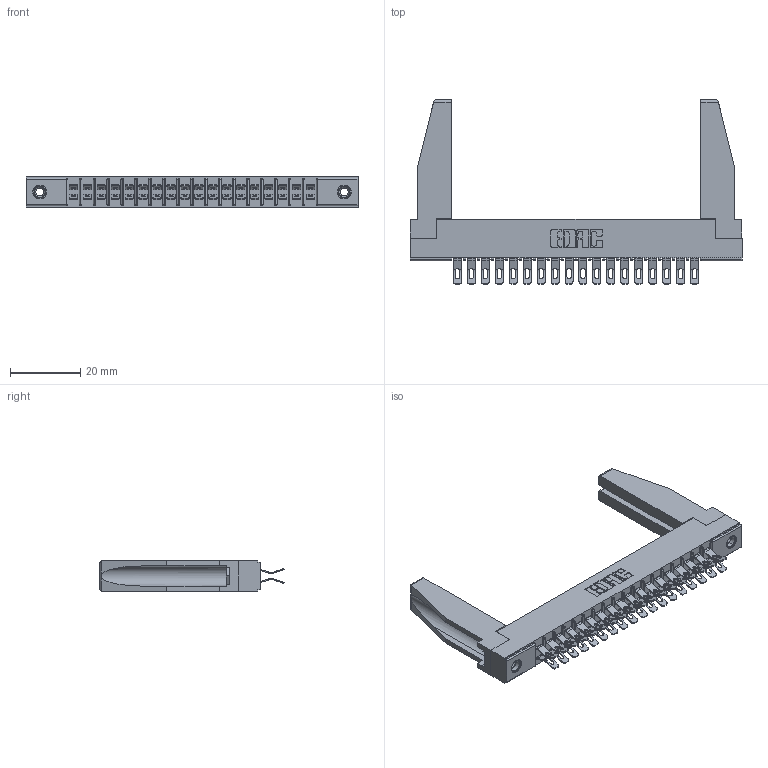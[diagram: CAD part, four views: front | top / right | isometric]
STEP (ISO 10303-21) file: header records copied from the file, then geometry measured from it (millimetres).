
FILE_DESCRIPTION (( 'STEP AP203' ), '1' );
FILE_NAME ('355-036-555-578.STEP', '2019-09-11T09:55:13', ( '' ), ( '' ), 'SwSTEP 2.0', 'SolidWorks 2016', '' );
FILE_SCHEMA (( 'CONFIG_CONTROL_DESIGN' ));
Length unit declared in the file: inch
Products named in the file (5): 307-220-078; 345-250-001_345-250-001-102; 305-290-001_555; 305 Part_.156 Dia; 355-036-555-578
Assembly tree (41 placements, depth 2):
  355-036-555-578
    305 Part_.156 Dia
    305-290-001_555  x36
    345-250-001_345-250-001-102  x2
    307-220-078  x2
Bounding box: 94.34 x 52.45 x 8.71 mm (x, y, z)
Volume: 9768.5 mm3; surface area: 15673 mm2
Topology: 41 solids, 41 shells, 2622 faces, 7756 edges, 5064 vertices
Faces by surface type: plane 1304, cylinder 1230, sphere 72, cone 12, torus 4
Entity records: 25474 total; most frequent: CARTESIAN_POINT 4240, ORIENTED_EDGE 4154, DIRECTION 4073, EDGE_CURVE 2077, LINE 1631, VECTOR 1631, VERTEX_POINT 1330, AXIS2_PLACEMENT_3D 1221
